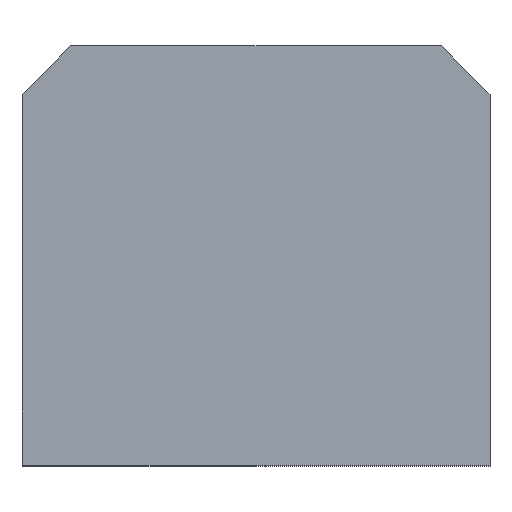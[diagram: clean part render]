
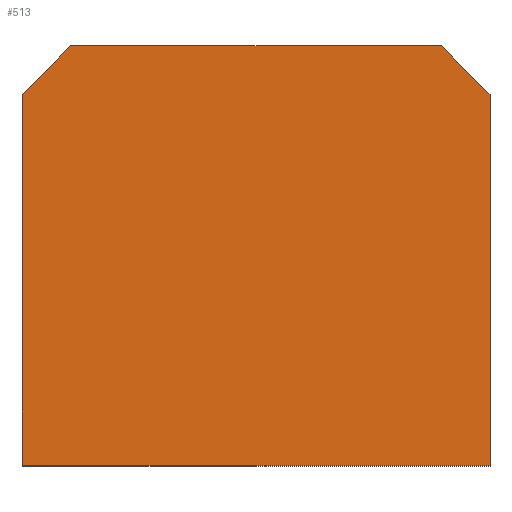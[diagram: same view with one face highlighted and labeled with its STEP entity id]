
A CAD part, top view. The second image highlights one B-rep face of the part: STEP entity #513.
In plain terms, the highlighted planar face has unit normal (0, 0, 1).
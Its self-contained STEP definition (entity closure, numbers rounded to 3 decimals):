
#43=PLANE('',#558);
#69=FACE_OUTER_BOUND('',#97,.T.);
#97=EDGE_LOOP('',(#465,#466,#467,#468,#469,#470));
#135=LINE('',#1096,#179);
#141=LINE('',#1107,#185);
#146=LINE('',#1118,#190);
#164=LINE('',#2213,#208);
#169=LINE('',#2223,#213);
#170=LINE('',#2225,#214);
#179=VECTOR('',#605,10.);
#185=VECTOR('',#613,10.);
#190=VECTOR('',#622,10.);
#208=VECTOR('',#654,10.);
#213=VECTOR('',#665,10.);
#214=VECTOR('',#668,10.);
#239=VERTEX_POINT('',#1094);
#240=VERTEX_POINT('',#1095);
#244=VERTEX_POINT('',#1105);
#248=VERTEX_POINT('',#1117);
#260=VERTEX_POINT('',#2211);
#262=VERTEX_POINT('',#2221);
#291=EDGE_CURVE('',#239,#240,#135,.T.);
#297=EDGE_CURVE('',#239,#244,#141,.T.);
#302=EDGE_CURVE('',#248,#244,#146,.T.);
#328=EDGE_CURVE('',#260,#248,#164,.T.);
#333=EDGE_CURVE('',#260,#262,#169,.T.);
#334=EDGE_CURVE('',#240,#262,#170,.T.);
#465=ORIENTED_EDGE('',*,*,#291,.F.);
#466=ORIENTED_EDGE('',*,*,#297,.T.);
#467=ORIENTED_EDGE('',*,*,#302,.F.);
#468=ORIENTED_EDGE('',*,*,#328,.F.);
#469=ORIENTED_EDGE('',*,*,#333,.T.);
#470=ORIENTED_EDGE('',*,*,#334,.F.);
#513=ADVANCED_FACE('',(#69),#43,.T.);
#558=AXIS2_PLACEMENT_3D('',#2224,#666,#667);
#605=DIRECTION('',(0.707,-0.707,0.));
#613=DIRECTION('',(-1.,0.,0.));
#622=DIRECTION('',(0.707,0.707,0.));
#654=DIRECTION('',(0.,1.,0.));
#665=DIRECTION('',(1.,0.,0.));
#666=DIRECTION('center_axis',(0.,0.,1.));
#667=DIRECTION('ref_axis',(0.,-1.,0.));
#668=DIRECTION('',(0.,-1.,0.));
#1094=CARTESIAN_POINT('',(19.,-308.,5.));
#1095=CARTESIAN_POINT('',(24.,-313.,5.));
#1096=CARTESIAN_POINT('',(15.5,-304.5,5.));
#1105=CARTESIAN_POINT('',(-19.,-308.,5.));
#1107=CARTESIAN_POINT('',(0.,-308.,5.));
#1117=CARTESIAN_POINT('',(-24.,-313.,5.));
#1118=CARTESIAN_POINT('',(-15.5,-304.5,5.));
#2211=CARTESIAN_POINT('',(-24.,-351.,5.));
#2213=CARTESIAN_POINT('',(-24.,-351.,5.));
#2221=CARTESIAN_POINT('',(24.,-351.,5.));
#2223=CARTESIAN_POINT('',(0.,-351.,5.));
#2224=CARTESIAN_POINT('Origin',(0.,-308.,5.));
#2225=CARTESIAN_POINT('',(24.,-351.,5.));
